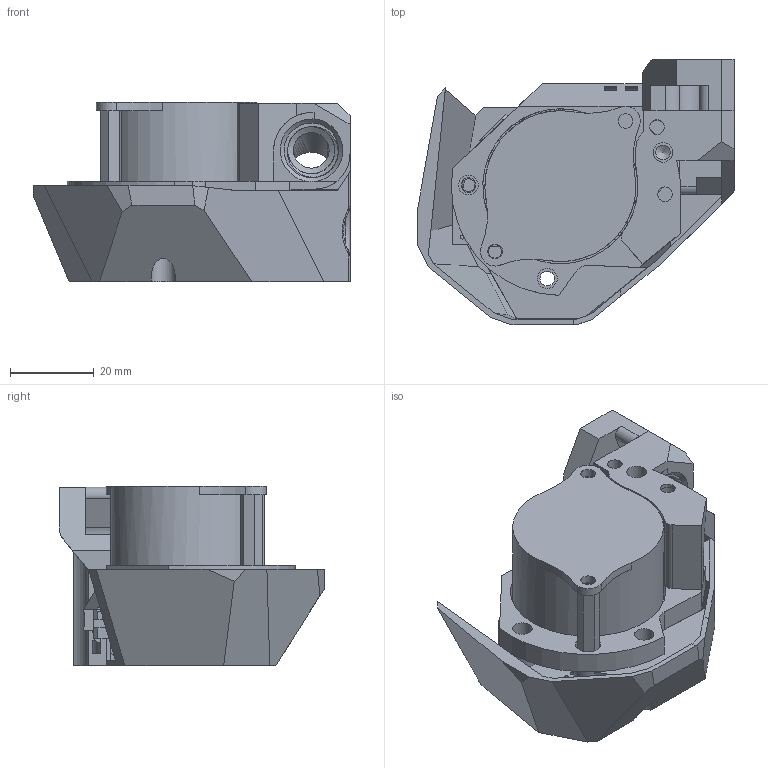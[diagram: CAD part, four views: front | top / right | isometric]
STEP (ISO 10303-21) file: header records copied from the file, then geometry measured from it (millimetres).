
FILE_DESCRIPTION(/* description */ ('STEP AP242','CAx-IF Rec.Pracs.---Representation and Presentation of Product Manufacturing Information (PMI)---4.0---2014-10-13','CAx-IF Rec.Pracs.---3D Tessellated Geometry---0.4---2014-09-14','2;1'),/* implementation_level */ '2;1');
FILE_NAME(/* name */ '62d4c817b3a2fb5693c132d8',/* time_stamp */ '2022-07-18T02:40:25+00:00',/* author */ (''),/* organization */ (''),/* preprocessor_version */ 'ST-DEVELOPER v18.102',/* originating_system */ ' ',/* authorisation */ ' ');
FILE_SCHEMA (('AP242_MANAGED_MODEL_BASED_3D_ENGINEERING_MIM_LF { 1 0 10303 442 1 1 4 }'));
Length unit declared in the file: metre
Products named in the file (7): EBB36 Mount; Door; Cable Gland Mount; motor; Standoff; EBB36; 2010 Fan
Bounding box: 75.39 x 63.35 x 42.8 mm (x, y, z)
Volume: 51597.1 mm3; surface area: 35099.3 mm2
Topology: 6 solids, 8 shells, 908 faces, 2568 edges, 1647 vertices
Faces by surface type: plane 572, cylinder 301, bspline 17, cone 15, sphere 2, torus 1
Full cylindrical faces by diameter (mm): 0.7 x2, 0.9 x6, 0.96 x18, 1 x15, 1.2 x4, 1.4 x2, 2.4 x3, 3.1 x2, 3.2 x1, 3.5 x14, 4.7 x6, 5.8 x4, 6 x2, 6.85 x2, 7 x1, 8.5 x1, 19 x2, 36 x1, 37 x1
Entity records: 30617 total; most frequent: CARTESIAN_POINT 6723, ORIENTED_EDGE 4878, DIRECTION 4758, EDGE_CURVE 2439, LINE 1656, VECTOR 1656, VERTEX_POINT 1619, AXIS2_PLACEMENT_3D 1551
